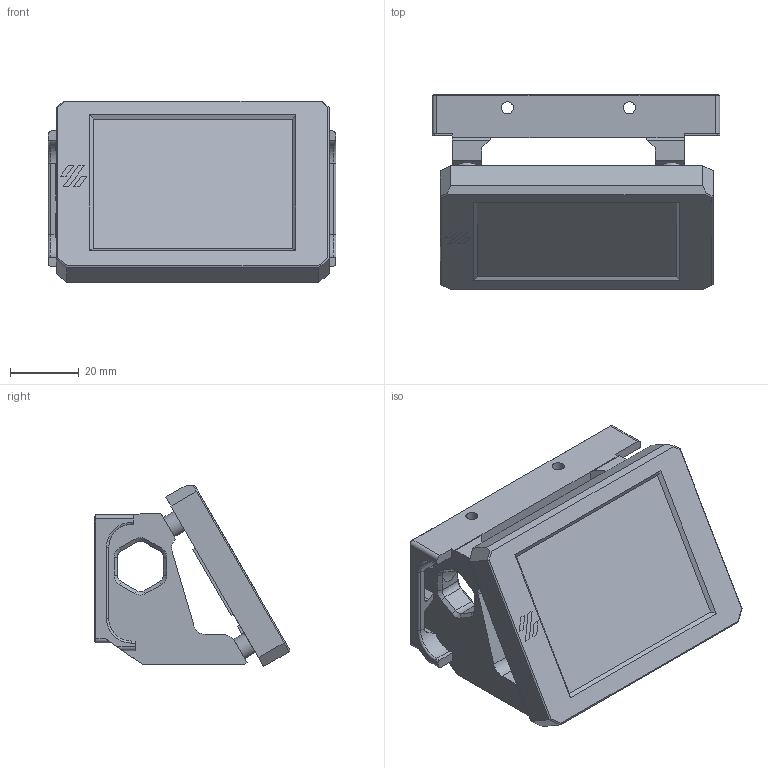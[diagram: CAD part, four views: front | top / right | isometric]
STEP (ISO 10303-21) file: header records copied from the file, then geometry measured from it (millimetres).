
FILE_DESCRIPTION(/* description */ (''),/* implementation_level */ '2;1');
FILE_NAME(/* name */ 'V02-28Waveshare.step',/* time_stamp */ '2023-01-17T09:36:00-08:00',/* author */ (''),/* organization */ (''),/* preprocessor_version */ 'ST-DEVELOPER v19.2',/* originating_system */ 'Autodesk Translation Framework v11.17.0.187',/* authorisation */ '');
FILE_SCHEMA (('AUTOMOTIVE_DESIGN { 1 0 10303 214 3 1 1 }'));
Length unit declared in the file: millimetre
Products named in the file (4): (Unsaved); Display_Cover; Display_mount; Waveshare2.8
Assembly tree (3 placements, depth 2):
  (Unsaved)
    Display_Cover
    Display_mount
    Waveshare2.8
Bounding box: 83.67 x 56.86 x 52.67 mm (x, y, z)
Volume: 51328.7 mm3; surface area: 50109.6 mm2
Topology: 19 solids, 19 shells, 493 faces, 1228 edges, 777 vertices
Faces by surface type: plane 316, cylinder 120, cone 53, torus 4
Full cylindrical faces by diameter (mm): 3 x8, 3.5 x2, 6.5 x8
Entity records: 14921 total; most frequent: CARTESIAN_POINT 2789, DIRECTION 2493, ORIENTED_EDGE 2456, EDGE_CURVE 1228, LINE 901, VECTOR 901, AXIS2_PLACEMENT_3D 796, VERTEX_POINT 777
